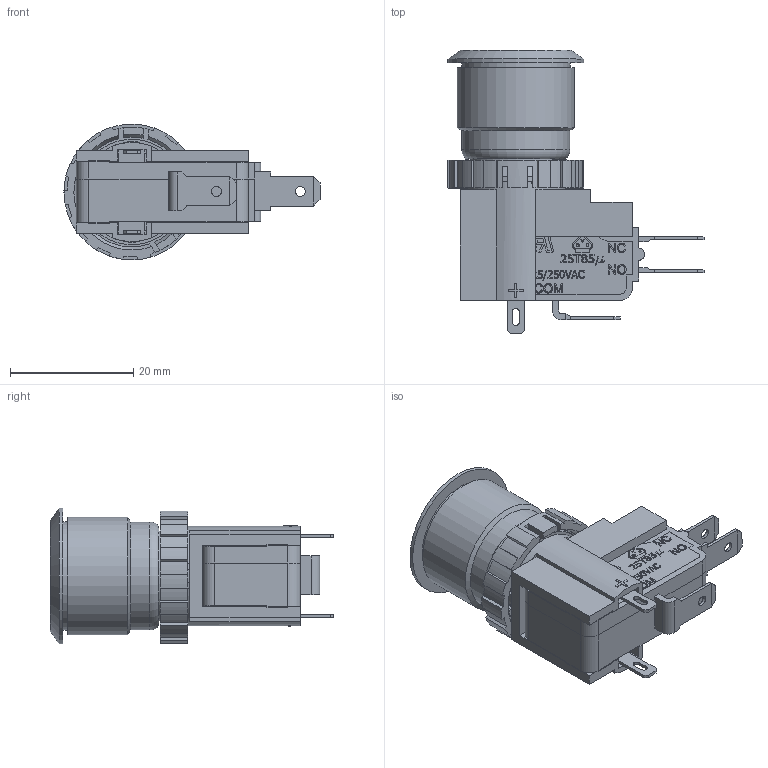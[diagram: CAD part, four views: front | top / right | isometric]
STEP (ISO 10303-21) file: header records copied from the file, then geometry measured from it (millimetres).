
FILE_DESCRIPTION(/* description */ ('','CAx-IF Rec.Pracs.---Representation and Presentation of Product Manufacturing Information (PMI)---4.0---2014-10-13'),/* implementation_level */ '2;1');
FILE_NAME(/* name */ 'SAV4F1xxx2xx.stp',/* time_stamp */ '2020-01-06T14:27:31-06:00',/* author */ ('mroman'),/* organization */ (''),/* preprocessor_version */ 'ST-DEVELOPER v17',/* originating_system */ 'Autodesk Inventor 2018',/* authorisation */ '');
FILE_SCHEMA (('AP242_MANAGED_MODEL_BASED_3D_ENGINEERING_MIM_LF { 1 0 10303 442 1 1 4 }'));
Length unit declared in the file: millimetre
Products named in the file (1): SAV4F1xxx2xx
Bounding box: 41.5 x 45.9 x 22 mm (x, y, z)
Volume: 11814.5 mm3; surface area: 8061.5 mm2
Topology: 1 solids, 4 shells, 1074 faces, 3001 edges, 1974 vertices
Faces by surface type: plane 730, bspline 204, cylinder 130, cone 8, torus 2
Full cylindrical faces by diameter (mm): 1.6 x3, 3.1 x2, 14.7 x1, 15.5 x1, 17.5 x1, 17.6 x1, 19 x1, 22 x1
Entity records: 36628 total; most frequent: CARTESIAN_POINT 9902, ORIENTED_EDGE 6006, DIRECTION 4731, EDGE_CURVE 3003, LINE 2207, VECTOR 2207, VERTEX_POINT 1974, AXIS2_PLACEMENT_3D 1266
